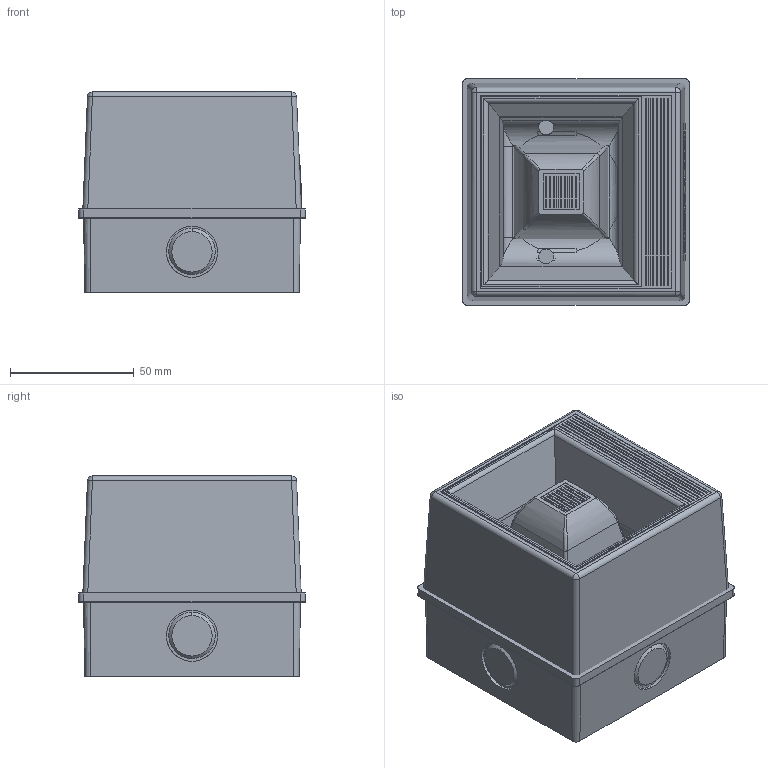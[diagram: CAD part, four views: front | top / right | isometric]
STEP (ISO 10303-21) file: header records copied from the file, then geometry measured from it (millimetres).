
FILE_DESCRIPTION (( 'STEP AP214' ), '1' );
FILE_NAME ('YA40.STEP', '2021-05-18T16:21:54', ( '' ), ( '' ), 'SwSTEP 2.0', 'SolidWorks 2021', '' );
FILE_SCHEMA (( 'AUTOMOTIVE_DESIGN' ));
Length unit declared in the file: millimetre
Products named in the file (1): YA40
Bounding box: 91.5 x 91.5 x 81.25 mm (x, y, z)
Volume: 532112.8 mm3; surface area: 74394.1 mm2
Topology: 22 solids, 23 shells, 544 faces, 1348 edges, 891 vertices
Faces by surface type: plane 316, bspline 117, cylinder 93, cone 14, torus 4
Entity records: 28406 total; most frequent: CARTESIAN_POINT 10567, ORIENTED_EDGE 2696, DIRECTION 1913, EDGE_CURVE 1348, VERTEX_POINT 891, LINE 857, VECTOR 857, EDGE_LOOP 601
